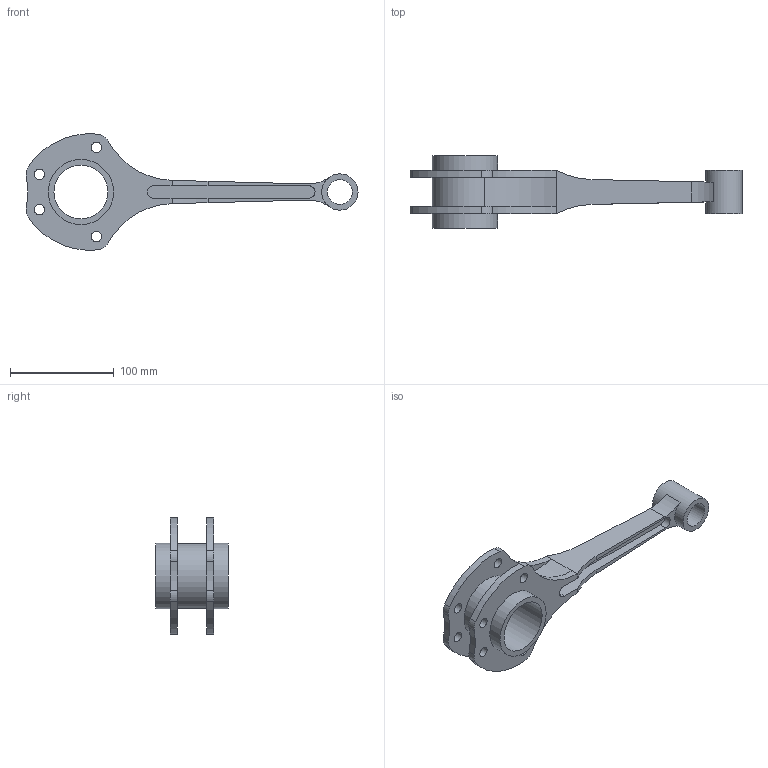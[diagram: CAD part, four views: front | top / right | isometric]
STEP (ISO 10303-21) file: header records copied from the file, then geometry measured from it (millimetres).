
FILE_DESCRIPTION (( 'STEP AP214' ), '1' );
FILE_NAME ('the Master Rod.STEP', '2025-02-17T17:12:08', ( '' ), ( '' ), 'SwSTEP 2.0', 'SolidWorks 2025', '' );
FILE_SCHEMA (( 'AUTOMOTIVE_DESIGN' ));
Length unit declared in the file: millimetre
Products named in the file (1): the Master Rod
Bounding box: 320.49 x 70 x 112.38 mm (x, y, z)
Volume: 249849.2 mm3; surface area: 87219 mm2
Topology: 1 solids, 1 shells, 62 faces, 163 edges, 106 vertices
Faces by surface type: cylinder 44, plane 18
Full cylindrical faces by diameter (mm): 10 x8, 24 x1, 35 x1, 52 x1, 63 x2
Entity records: 1939 total; most frequent: CARTESIAN_POINT 355, DIRECTION 342, ORIENTED_EDGE 300, EDGE_CURVE 150, AXIS2_PLACEMENT_3D 141, VERTEX_POINT 106, EDGE_LOOP 98, CIRCLE 78
